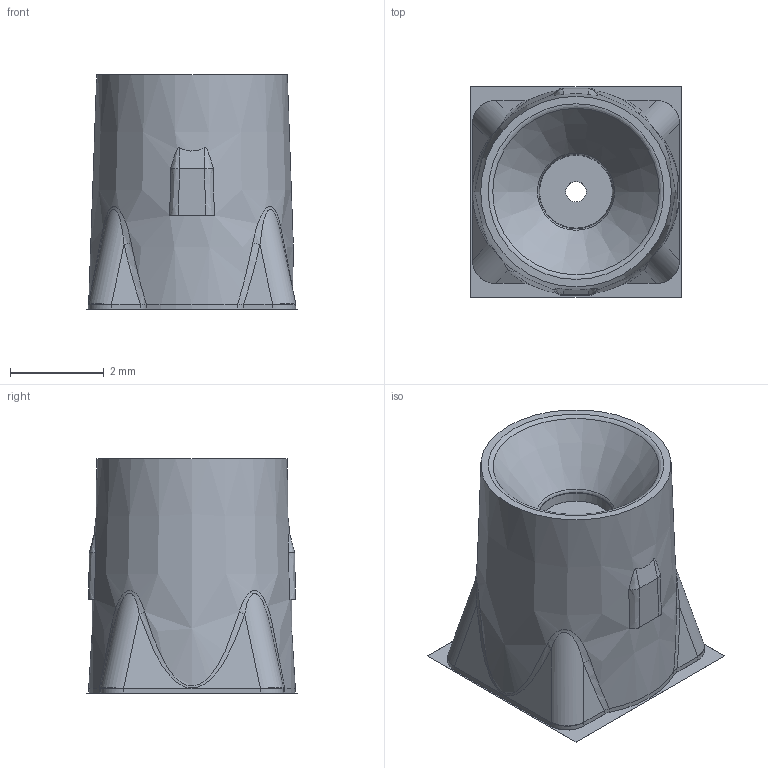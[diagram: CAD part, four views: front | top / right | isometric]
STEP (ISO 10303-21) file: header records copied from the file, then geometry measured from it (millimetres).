
FILE_DESCRIPTION(/* description */ ('','CAx-IF Rec.Pracs.---Representation and Presentation of Product Manufacturing Information (PMI)---4.0---2014-10-13'),/* implementation_level */ '2;1');
FILE_NAME(/* name */ 'Pipetting_Interface_2025_02_20.step',/* time_stamp */ '2025-02-20T17:21:46-05:00',/* author */ (''),/* organization */ (''),/* preprocessor_version */ 'ST-DEVELOPER v20',/* originating_system */ 'Autodesk Translation Framework v13.20.0.188',/* authorisation */ '');
FILE_SCHEMA (('AP242_MANAGED_MODEL_BASED_3D_ENGINEERING_MIM_LF { 1 0 10303 442 1 1 4 }'));
Length unit declared in the file: millimetre
Products named in the file (3): P044-0040 Validation Interface; P044-0041 Validation Housing; Safe area
Assembly tree (2 placements, depth 2):
  P044-0040 Validation Interface
    P044-0041 Validation Housing
    Safe area
Bounding box: 4.5 x 4.5 x 5 mm (x, y, z)
Volume: 65.1 mm3; surface area: 115.8 mm2
Topology: 2 solids, 2 shells, 106 faces, 266 edges, 167 vertices
Faces by surface type: bspline 42, plane 37, cylinder 21, cone 4, torus 2
Full cylindrical faces by diameter (mm): 0.435 x1
Entity records: 4047 total; most frequent: CARTESIAN_POINT 1522, ORIENTED_EDGE 532, DIRECTION 491, EDGE_CURVE 266, AXIS2_PLACEMENT_3D 193, VERTEX_POINT 167, EDGE_LOOP 113, FACE_OUTER_BOUND 106
